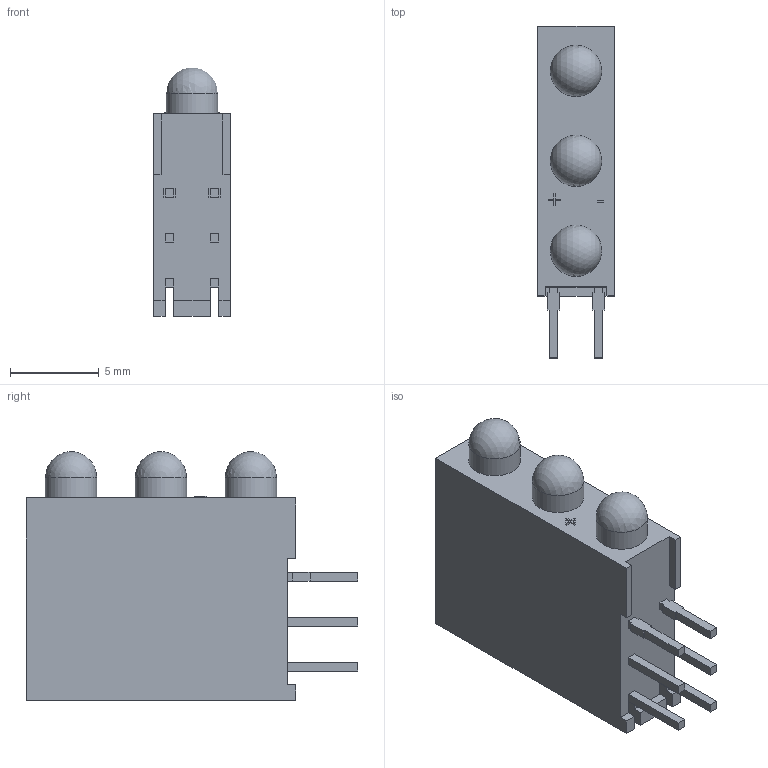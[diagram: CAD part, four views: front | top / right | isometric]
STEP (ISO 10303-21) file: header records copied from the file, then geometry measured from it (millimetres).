
FILE_DESCRIPTION(/* description */ ('STEP AP242','CAx-IF Rec.Pracs.---Representation and Presentation of Product Manufacturing Information (PMI)---4.0---2014-10-13','CAx-IF Rec.Pracs.---3D Tessellated Geometry---0.4---2014-09-14','2;1'),/* implementation_level */ '2;1');
FILE_NAME(/* name */ '66bbe9f3a01a1d79eda0910a',/* time_stamp */ '2024-08-13T23:19:15Z',/* author */ (''),/* organization */ (''),/* preprocessor_version */ 'ST-DEVELOPER v20',/* originating_system */ ' ',/* authorisation */ ' ');
FILE_SCHEMA (('AP242_MANAGED_MODEL_BASED_3D_ENGINEERING_MIM_LF { 1 0 10303 442 1 1 4 }'));
Length unit declared in the file: metre
Products named in the file (1): 934SA
Bounding box: 4.32 x 18.74 x 14.04 mm (x, y, z)
Volume: 753.6 mm3; surface area: 777.1 mm2
Topology: 1 solids, 1 shells, 381 faces, 1034 edges, 686 vertices
Faces by surface type: plane 262, cylinder 99, bspline 12, sphere 8
Full cylindrical faces by diameter (mm): 2.9 x3
Entity records: 13379 total; most frequent: CARTESIAN_POINT 3165, ORIENTED_EDGE 2038, DIRECTION 1841, EDGE_CURVE 1019, LINE 681, VECTOR 681, VERTEX_POINT 680, AXIS2_PLACEMENT_3D 580
